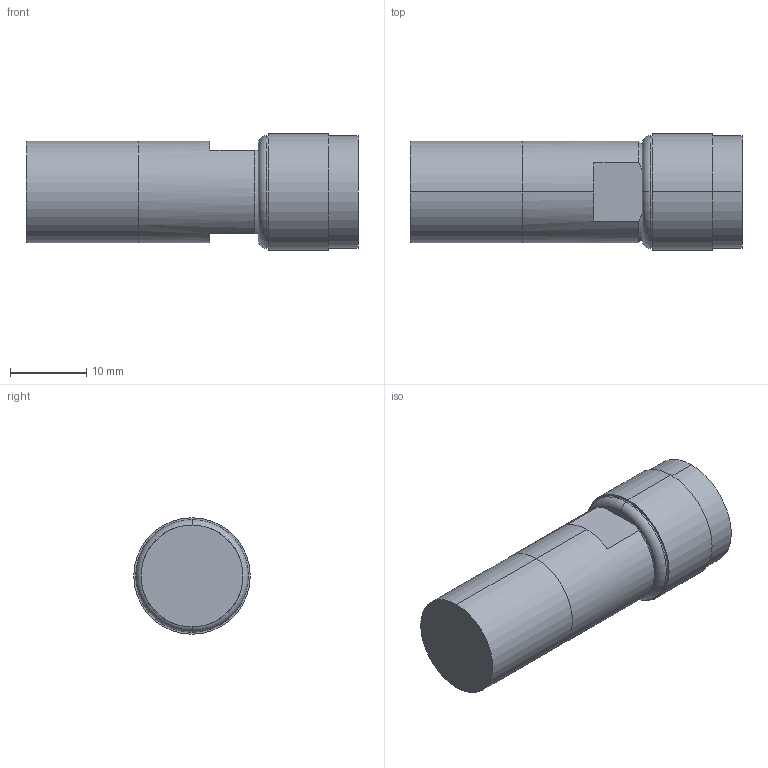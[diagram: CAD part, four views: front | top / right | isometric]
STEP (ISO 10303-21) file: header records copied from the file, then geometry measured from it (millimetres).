
FILE_DESCRIPTION (( 'STEP AP214' ), '1' );
FILE_NAME ('FMTR10-06403-043_3D.step', '2023-09-20T22:25:57', ( '' ), ( '' ), 'SwSTEP 2.0', 'SolidWorks 2022', '' );
FILE_SCHEMA (( 'AUTOMOTIVE_DESIGN' ));
Length unit declared in the file: inch
Products named in the file (4): 10-09030-XXX-MA3; 10-06403-043-MA3; 10-05403; FMTR10-06403-043_3D
Assembly tree (3 placements, depth 2):
  FMTR10-06403-043_3D
    10-06403-043-MA3
    10-05403
    10-09030-XXX-MA3
Bounding box: 43.43 x 15.24 x 15.24 mm (x, y, z)
Volume: 5620.6 mm3; surface area: 4309.2 mm2
Topology: 3 solids, 3 shells, 153 faces, 372 edges, 236 vertices
Faces by surface type: plane 58, cylinder 57, cone 22, torus 16
Entity records: 5383 total; most frequent: CARTESIAN_POINT 1037, DIRECTION 813, ORIENTED_EDGE 740, EDGE_CURVE 370, AXIS2_PLACEMENT_3D 328, VERTEX_POINT 236, EDGE_LOOP 170, CIRCLE 169
